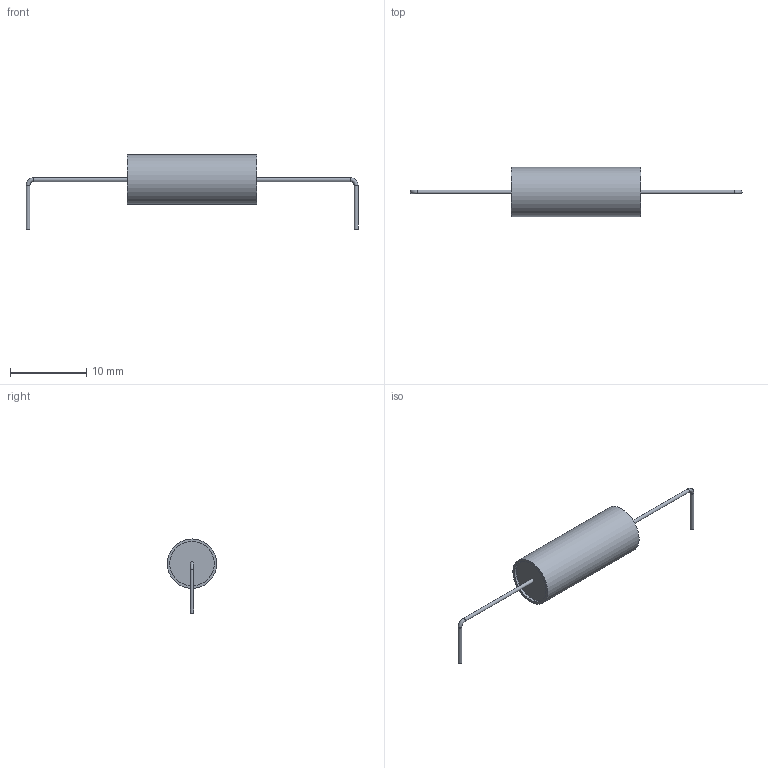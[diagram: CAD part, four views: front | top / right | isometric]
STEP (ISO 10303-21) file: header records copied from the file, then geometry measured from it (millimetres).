
FILE_DESCRIPTION(/* description */ ('model of C_Axial_L17.0mm_D6.5mm_P43.18mm_Horizontal'),/* implementation_level */ '2;1');
FILE_NAME(/* name */ 'C_Axial_L17.0mm_D6.5mm_P43.18mm_Horizontal.step',/* time_stamp */ '2023-02-20T17:17:41',/* author */ ('KiCAD','kicad'),/* organization */ ('OCCT'),/* preprocessor_version */ '',/* originating_system */ 'KiCAD',/* authorisation */ '');
FILE_SCHEMA(('AUTOMOTIVE_DESIGN { 1 0 10303 214 1 1 1 1 }'));
Length unit declared in the file: millimetre
Products named in the file (6): CQ assembly; 190bb9c6-b13a-11ed-bc6f-67ea0efcc404; 190bb9c7-b13a-11ed-bc6f-67ea0efcc404; 190bb9c7-b13a-11ed-bc6f-67ea0efcc404_part; 190bb9c8-b13a-11ed-bc6f-67ea0efcc404; 190bb9c8-b13a-11ed-bc6f-67ea0efcc404_part
Assembly tree (5 placements, depth 4):
  CQ assembly
    190bb9c6-b13a-11ed-bc6f-67ea0efcc404
      190bb9c7-b13a-11ed-bc6f-67ea0efcc404
        190bb9c7-b13a-11ed-bc6f-67ea0efcc404_part
      190bb9c8-b13a-11ed-bc6f-67ea0efcc404
        190bb9c8-b13a-11ed-bc6f-67ea0efcc404_part
Bounding box: 43.68 x 6.5 x 9.75 mm (x, y, z)
Volume: 557.5 mm3; surface area: 513.1 mm2
Topology: 2 solids, 2 shells, 14 faces, 20 edges, 12 vertices
Faces by surface type: cylinder 6, plane 6, torus 2
Full cylindrical faces by diameter (mm): 0.5 x3, 5.85 x2, 6.5 x1
Entity records: 422 total; most frequent: DIRECTION 74, CARTESIAN_POINT 52, ORIENTED_EDGE 40, AXIS2_PLACEMENT_3D 34, EDGE_CURVE 20, FACE_BOUND 16, EDGE_LOOP 16, ADVANCED_FACE 14
